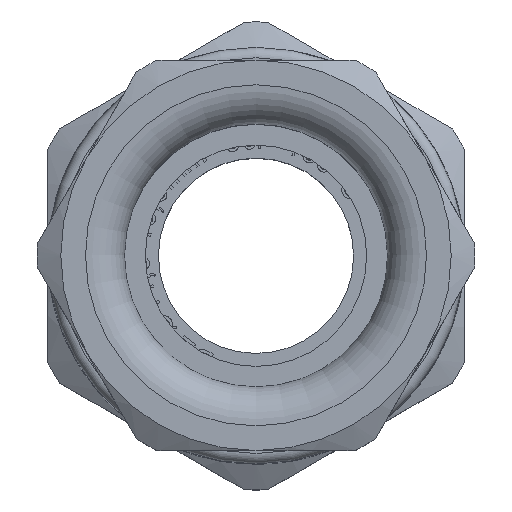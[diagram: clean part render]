
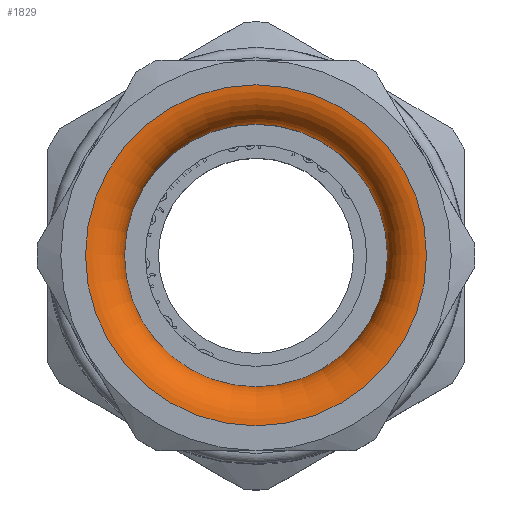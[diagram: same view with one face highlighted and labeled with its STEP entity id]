
A CAD part, top view. The second image highlights one B-rep face of the part: STEP entity #1829.
In plain terms, the highlighted toroidal (fillet/blend) face has major radius 13.1 mm and minor radius 3 mm.
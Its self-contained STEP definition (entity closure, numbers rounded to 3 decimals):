
#1299=CARTESIAN_POINT('',(-0.,-13.1,48.));
#1300=VERTEX_POINT('',#1299);
#1301=CARTESIAN_POINT('',(-0.,0.,48.));
#1302=DIRECTION('',(-0.,-0.,-1.));
#1303=DIRECTION('',(-0.,-1.,0.));
#1304=AXIS2_PLACEMENT_3D('',#1301,#1302,#1303);
#1305=CIRCLE('',#1304,13.1);
#1306=EDGE_CURVE('',#1300,#1300,#1305,.T.);
#1775=CARTESIAN_POINT('',(0.,-10.1,45.));
#1776=VERTEX_POINT('',#1775);
#1785=CARTESIAN_POINT('',(0.,-0.,45.));
#1786=DIRECTION('',(0.,0.,1.));
#1787=DIRECTION('',(-0.,-1.,0.));
#1788=AXIS2_PLACEMENT_3D('',#1785,#1786,#1787);
#1789=CIRCLE('',#1788,10.1);
#1790=EDGE_CURVE('',#1776,#1776,#1789,.T.);
#1812=CARTESIAN_POINT('',(0.,-0.,45.));
#1813=DIRECTION('',(0.,0.,1.));
#1814=DIRECTION('',(-0.,-1.,0.));
#1815=AXIS2_PLACEMENT_3D('',#1812,#1813,#1814);
#1816=TOROIDAL_SURFACE('',#1815,13.1,3.);
#1817=CARTESIAN_POINT('',(0.,-13.1,45.));
#1818=DIRECTION('',(1.,-0.,-0.));
#1819=DIRECTION('',(-0.,-1.,0.));
#1820=AXIS2_PLACEMENT_3D('',#1817,#1818,#1819);
#1821=CIRCLE('',#1820,3.);
#1822=EDGE_CURVE('',#1776,#1300,#1821,.T.);
#1823=ORIENTED_EDGE('',*,*,#1822,.T.);
#1824=ORIENTED_EDGE('',*,*,#1306,.F.);
#1825=ORIENTED_EDGE('',*,*,#1822,.F.);
#1826=ORIENTED_EDGE('',*,*,#1790,.F.);
#1827=EDGE_LOOP('',(#1823,#1824,#1825,#1826));
#1828=FACE_BOUND('',#1827,.T.);
#1829=ADVANCED_FACE('',(#1828),#1816,.T.);
